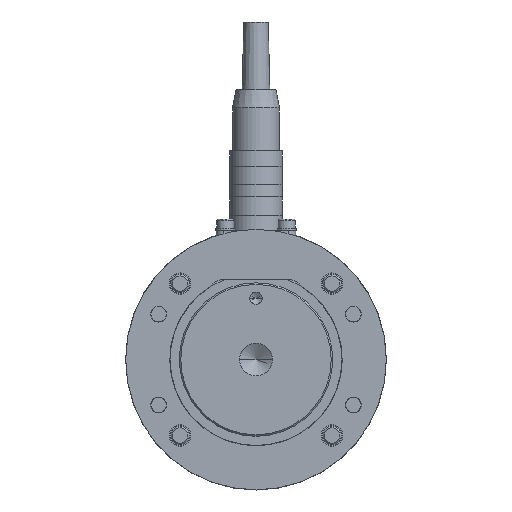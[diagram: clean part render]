
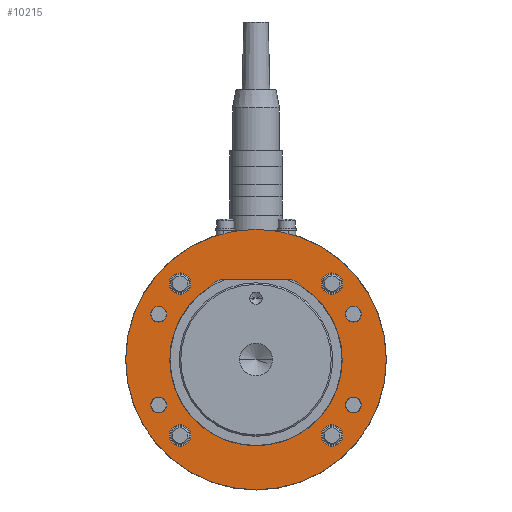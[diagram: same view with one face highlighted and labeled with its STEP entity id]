
A CAD part, left-side view. The second image highlights one B-rep face of the part: STEP entity #10215.
In plain terms, the highlighted face is planar.
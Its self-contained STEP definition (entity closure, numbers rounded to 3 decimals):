
#9469=CARTESIAN_POINT('',(0.0,4.575,47.45));
#9470=VERTEX_POINT('',#9469);
#9486=CARTESIAN_POINT('',(0.,4.575,-37.45));
#9487=VERTEX_POINT('',#9486);
#9494=CARTESIAN_POINT('',(0.0,4.575,5.0));
#9495=DIRECTION('',(0.0,-1.0,0.0));
#9496=DIRECTION('',(0.0,0.0,1.0));
#9497=AXIS2_PLACEMENT_3D('',#9494,#9495,#9496);
#9498=CIRCLE('',#9497,42.45);
#9499=EDGE_CURVE('',#9487,#9470,#9498,.T.);
#9511=CARTESIAN_POINT('',(24.749,4.575,26.249));
#9512=VERTEX_POINT('',#9511);
#9528=CARTESIAN_POINT('',(24.749,4.575,33.249));
#9529=VERTEX_POINT('',#9528);
#9536=CARTESIAN_POINT('',(24.749,4.575,29.749));
#9537=DIRECTION('',(0.0,-1.0,0.0));
#9538=DIRECTION('',(0.0,0.0,-1.0));
#9539=AXIS2_PLACEMENT_3D('',#9536,#9537,#9538);
#9540=CIRCLE('',#9539,3.5);
#9541=EDGE_CURVE('',#9512,#9529,#9540,.T.);
#9553=CARTESIAN_POINT('',(-21.249,4.575,29.749));
#9554=VERTEX_POINT('',#9553);
#9570=CARTESIAN_POINT('',(-28.249,4.575,29.749));
#9571=VERTEX_POINT('',#9570);
#9578=CARTESIAN_POINT('',(-24.749,4.575,29.749));
#9579=DIRECTION('',(0.0,-1.0,0.0));
#9580=DIRECTION('',(1.0,0.0,0.0));
#9581=AXIS2_PLACEMENT_3D('',#9578,#9579,#9580);
#9582=CIRCLE('',#9581,3.5);
#9583=EDGE_CURVE('',#9554,#9571,#9582,.T.);
#9595=CARTESIAN_POINT('',(-24.749,4.575,-16.249));
#9596=VERTEX_POINT('',#9595);
#9612=CARTESIAN_POINT('',(-24.749,4.575,-23.249));
#9613=VERTEX_POINT('',#9612);
#9620=CARTESIAN_POINT('',(-24.749,4.575,-19.749));
#9621=DIRECTION('',(0.0,-1.0,0.0));
#9622=DIRECTION('',(0.0,0.0,1.0));
#9623=AXIS2_PLACEMENT_3D('',#9620,#9621,#9622);
#9624=CIRCLE('',#9623,3.5);
#9625=EDGE_CURVE('',#9596,#9613,#9624,.T.);
#9637=CARTESIAN_POINT('',(21.249,4.575,-19.749));
#9638=VERTEX_POINT('',#9637);
#9654=CARTESIAN_POINT('',(28.249,4.575,-19.749));
#9655=VERTEX_POINT('',#9654);
#9662=CARTESIAN_POINT('',(24.749,4.575,-19.749));
#9663=DIRECTION('',(0.0,-1.0,0.0));
#9664=DIRECTION('',(-1.0,0.0,0.0));
#9665=AXIS2_PLACEMENT_3D('',#9662,#9663,#9664);
#9666=CIRCLE('',#9665,3.5);
#9667=EDGE_CURVE('',#9638,#9655,#9666,.T.);
#9679=CARTESIAN_POINT('',(-31.721,4.575,17.215));
#9680=VERTEX_POINT('',#9679);
#9696=CARTESIAN_POINT('',(-31.721,4.575,22.368));
#9697=VERTEX_POINT('',#9696);
#9704=CARTESIAN_POINT('',(-31.721,4.575,19.792));
#9705=DIRECTION('',(0.0,-1.0,0.0));
#9706=DIRECTION('',(0.0,0.0,-1.0));
#9707=AXIS2_PLACEMENT_3D('',#9704,#9705,#9706);
#9708=CIRCLE('',#9707,2.577);
#9709=EDGE_CURVE('',#9680,#9697,#9708,.T.);
#9721=CARTESIAN_POINT('',(31.719,4.575,17.215));
#9722=VERTEX_POINT('',#9721);
#9738=CARTESIAN_POINT('',(31.719,4.575,22.368));
#9739=VERTEX_POINT('',#9738);
#9746=CARTESIAN_POINT('',(31.719,4.575,19.792));
#9747=DIRECTION('',(0.0,-1.0,0.0));
#9748=DIRECTION('',(0.0,0.0,-1.0));
#9749=AXIS2_PLACEMENT_3D('',#9746,#9747,#9748);
#9750=CIRCLE('',#9749,2.577);
#9751=EDGE_CURVE('',#9722,#9739,#9750,.T.);
#9763=CARTESIAN_POINT('',(-31.721,4.575,-12.365));
#9764=VERTEX_POINT('',#9763);
#9780=CARTESIAN_POINT('',(-31.721,4.575,-7.212));
#9781=VERTEX_POINT('',#9780);
#9788=CARTESIAN_POINT('',(-31.721,4.575,-9.788));
#9789=DIRECTION('',(0.0,-1.0,0.0));
#9790=DIRECTION('',(0.0,0.0,-1.0));
#9791=AXIS2_PLACEMENT_3D('',#9788,#9789,#9790);
#9792=CIRCLE('',#9791,2.577);
#9793=EDGE_CURVE('',#9764,#9781,#9792,.T.);
#9805=CARTESIAN_POINT('',(31.719,4.575,-12.365));
#9806=VERTEX_POINT('',#9805);
#9822=CARTESIAN_POINT('',(31.719,4.575,-7.212));
#9823=VERTEX_POINT('',#9822);
#9830=CARTESIAN_POINT('',(31.719,4.575,-9.788));
#9831=DIRECTION('',(0.0,-1.0,0.0));
#9832=DIRECTION('',(0.0,0.0,-1.0));
#9833=AXIS2_PLACEMENT_3D('',#9830,#9831,#9832);
#9834=CIRCLE('',#9833,2.577);
#9835=EDGE_CURVE('',#9806,#9823,#9834,.T.);
#9846=CARTESIAN_POINT('',(31.719,4.575,-9.788));
#9847=DIRECTION('',(0.0,-1.0,0.0));
#9848=DIRECTION('',(0.0,0.0,-1.0));
#9849=AXIS2_PLACEMENT_3D('',#9846,#9847,#9848);
#9850=CIRCLE('',#9849,2.577);
#9851=EDGE_CURVE('',#9823,#9806,#9850,.T.);
#9870=CARTESIAN_POINT('',(-31.721,4.575,-9.788));
#9871=DIRECTION('',(0.0,-1.0,0.0));
#9872=DIRECTION('',(0.0,0.0,-1.0));
#9873=AXIS2_PLACEMENT_3D('',#9870,#9871,#9872);
#9874=CIRCLE('',#9873,2.577);
#9875=EDGE_CURVE('',#9781,#9764,#9874,.T.);
#9894=CARTESIAN_POINT('',(31.719,4.575,19.792));
#9895=DIRECTION('',(0.0,-1.0,0.0));
#9896=DIRECTION('',(0.0,0.0,-1.0));
#9897=AXIS2_PLACEMENT_3D('',#9894,#9895,#9896);
#9898=CIRCLE('',#9897,2.577);
#9899=EDGE_CURVE('',#9739,#9722,#9898,.T.);
#9918=CARTESIAN_POINT('',(-31.721,4.575,19.792));
#9919=DIRECTION('',(0.0,-1.0,0.0));
#9920=DIRECTION('',(0.0,0.0,-1.0));
#9921=AXIS2_PLACEMENT_3D('',#9918,#9919,#9920);
#9922=CIRCLE('',#9921,2.577);
#9923=EDGE_CURVE('',#9697,#9680,#9922,.T.);
#9941=CARTESIAN_POINT('',(10.5,4.575,31.1));
#9942=VERTEX_POINT('',#9941);
#9943=CARTESIAN_POINT('',(-10.5,4.575,31.1));
#9944=VERTEX_POINT('',#9943);
#9945=CARTESIAN_POINT('',(10.5,4.575,31.1));
#9946=DIRECTION('',(-1.0,0.0,0.0));
#9947=VECTOR('',#9946,21.0);
#9948=LINE('',#9945,#9947);
#9949=EDGE_CURVE('',#9942,#9944,#9948,.T.);
#9981=CARTESIAN_POINT('',(-14.54,4.575,29.046));
#9982=VERTEX_POINT('',#9981);
#9983=CARTESIAN_POINT('',(-10.5,4.575,26.1));
#9984=DIRECTION('',(0.0,-1.0,0.0));
#9985=DIRECTION('',(1.0,0.0,0.0));
#9986=AXIS2_PLACEMENT_3D('',#9983,#9984,#9985);
#9987=CIRCLE('',#9986,5.0);
#9988=EDGE_CURVE('',#9944,#9982,#9987,.T.);
#10014=CARTESIAN_POINT('',(14.54,4.575,29.046));
#10015=VERTEX_POINT('',#10014);
#10016=CARTESIAN_POINT('',(0.0,4.575,5.0));
#10017=DIRECTION('',(0.0,-1.0,0.0));
#10018=DIRECTION('',(1.0,0.0,0.0));
#10019=AXIS2_PLACEMENT_3D('',#10016,#10017,#10018);
#10020=CIRCLE('',#10019,28.1);
#10021=EDGE_CURVE('',#9982,#10015,#10020,.T.);
#10047=CARTESIAN_POINT('',(10.5,4.575,26.1));
#10048=DIRECTION('',(0.0,-1.0,0.0));
#10049=DIRECTION('',(1.0,0.0,0.0));
#10050=AXIS2_PLACEMENT_3D('',#10047,#10048,#10049);
#10051=CIRCLE('',#10050,5.0);
#10052=EDGE_CURVE('',#10015,#9942,#10051,.T.);
#10072=CARTESIAN_POINT('',(24.749,4.575,-19.749));
#10073=DIRECTION('',(0.0,-1.0,0.0));
#10074=DIRECTION('',(-1.0,0.0,0.0));
#10075=AXIS2_PLACEMENT_3D('',#10072,#10073,#10074);
#10076=CIRCLE('',#10075,3.5);
#10077=EDGE_CURVE('',#9655,#9638,#10076,.T.);
#10096=CARTESIAN_POINT('',(-24.749,4.575,-19.749));
#10097=DIRECTION('',(0.0,-1.0,0.0));
#10098=DIRECTION('',(0.0,0.0,1.0));
#10099=AXIS2_PLACEMENT_3D('',#10096,#10097,#10098);
#10100=CIRCLE('',#10099,3.5);
#10101=EDGE_CURVE('',#9613,#9596,#10100,.T.);
#10120=CARTESIAN_POINT('',(-24.749,4.575,29.749));
#10121=DIRECTION('',(0.0,-1.0,0.0));
#10122=DIRECTION('',(1.0,0.0,0.0));
#10123=AXIS2_PLACEMENT_3D('',#10120,#10121,#10122);
#10124=CIRCLE('',#10123,3.5);
#10125=EDGE_CURVE('',#9571,#9554,#10124,.T.);
#10144=CARTESIAN_POINT('',(24.749,4.575,29.749));
#10145=DIRECTION('',(0.0,-1.0,0.0));
#10146=DIRECTION('',(0.0,0.0,-1.0));
#10147=AXIS2_PLACEMENT_3D('',#10144,#10145,#10146);
#10148=CIRCLE('',#10147,3.5);
#10149=EDGE_CURVE('',#9529,#9512,#10148,.T.);
#10162=CARTESIAN_POINT('',(0.0,4.575,38.725));
#10163=DIRECTION('',(0.0,1.0,0.0));
#10164=DIRECTION('',(0.0,0.0,1.0));
#10165=AXIS2_PLACEMENT_3D('',#10162,#10163,#10164);
#10166=PLANE('',#10165);
#10167=CARTESIAN_POINT('',(0.0,4.575,5.0));
#10168=DIRECTION('',(0.0,-1.0,0.0));
#10169=DIRECTION('',(0.0,0.0,1.0));
#10170=AXIS2_PLACEMENT_3D('',#10167,#10168,#10169);
#10171=CIRCLE('',#10170,42.45);
#10172=EDGE_CURVE('',#9470,#9487,#10171,.T.);
#10173=ORIENTED_EDGE('',*,*,#10172,.F.);
#10174=ORIENTED_EDGE('',*,*,#9499,.F.);
#10175=EDGE_LOOP('',(#10173,#10174));
#10176=FACE_OUTER_BOUND('',#10175,.T.);
#10177=ORIENTED_EDGE('',*,*,#9851,.T.);
#10178=ORIENTED_EDGE('',*,*,#9835,.T.);
#10179=EDGE_LOOP('',(#10177,#10178));
#10180=FACE_BOUND('',#10179,.T.);
#10181=ORIENTED_EDGE('',*,*,#9875,.T.);
#10182=ORIENTED_EDGE('',*,*,#9793,.T.);
#10183=EDGE_LOOP('',(#10181,#10182));
#10184=FACE_BOUND('',#10183,.T.);
#10185=ORIENTED_EDGE('',*,*,#9899,.T.);
#10186=ORIENTED_EDGE('',*,*,#9751,.T.);
#10187=EDGE_LOOP('',(#10185,#10186));
#10188=FACE_BOUND('',#10187,.T.);
#10189=ORIENTED_EDGE('',*,*,#9923,.T.);
#10190=ORIENTED_EDGE('',*,*,#9709,.T.);
#10191=EDGE_LOOP('',(#10189,#10190));
#10192=FACE_BOUND('',#10191,.T.);
#10193=ORIENTED_EDGE('',*,*,#10021,.T.);
#10194=ORIENTED_EDGE('',*,*,#10052,.T.);
#10195=ORIENTED_EDGE('',*,*,#9949,.T.);
#10196=ORIENTED_EDGE('',*,*,#9988,.T.);
#10197=EDGE_LOOP('',(#10193,#10194,#10195,#10196));
#10198=FACE_BOUND('',#10197,.T.);
#10199=ORIENTED_EDGE('',*,*,#10077,.T.);
#10200=ORIENTED_EDGE('',*,*,#9667,.T.);
#10201=EDGE_LOOP('',(#10199,#10200));
#10202=FACE_BOUND('',#10201,.T.);
#10203=ORIENTED_EDGE('',*,*,#10101,.T.);
#10204=ORIENTED_EDGE('',*,*,#9625,.T.);
#10205=EDGE_LOOP('',(#10203,#10204));
#10206=FACE_BOUND('',#10205,.T.);
#10207=ORIENTED_EDGE('',*,*,#10125,.T.);
#10208=ORIENTED_EDGE('',*,*,#9583,.T.);
#10209=EDGE_LOOP('',(#10207,#10208));
#10210=FACE_BOUND('',#10209,.T.);
#10211=ORIENTED_EDGE('',*,*,#10149,.T.);
#10212=ORIENTED_EDGE('',*,*,#9541,.T.);
#10213=EDGE_LOOP('',(#10211,#10212));
#10214=FACE_BOUND('',#10213,.T.);
#10215=ADVANCED_FACE('',(#10176,#10180,#10184,#10188,#10192,#10198,#10202,#10206,#10210,#10214),#10166,.T.);
